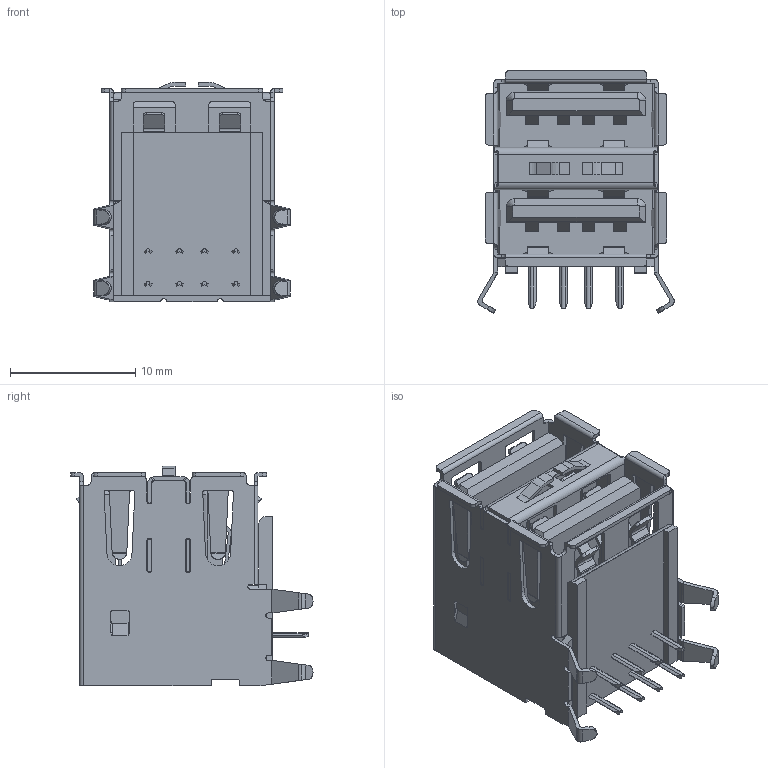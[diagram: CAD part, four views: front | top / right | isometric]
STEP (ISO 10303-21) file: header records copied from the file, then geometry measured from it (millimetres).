
FILE_DESCRIPTION(/* description */ (''),/* implementation_level */ '2;1');
FILE_NAME(/* name */ 'KUSBX-AS2N-x_A.step',/* time_stamp */ '2023-04-03T12:01:08-06:00',/* author */ (''),/* organization */ (''),/* preprocessor_version */ 'ST-DEVELOPER v19.2',/* originating_system */ 'Autodesk Translation Framework v11.17.0.187',/* authorisation */ '');
FILE_SCHEMA (('AUTOMOTIVE_DESIGN { 1 0 10303 214 3 1 1 }'));
Length unit declared in the file: millimetre
Products named in the file (2): (Unsaved); KUSBX-AS2N-x_A
Assembly tree (1 placements, depth 2):
  (Unsaved)
    KUSBX-AS2N-x_A
Bounding box: 15.66 x 19.31 x 17.5 mm (x, y, z)
Surface area: 3440 mm2 (no closed solid volume)
Topology: 0 solids, 863 shells, 863 faces, 4788 edges, 4788 vertices
Faces by surface type: plane 553, cylinder 306, cone 4
Entity records: 54690 total; most frequent: CARTESIAN_POINT 16748, DIRECTION 7212, VERTEX_POINT 4788, EDGE_CURVE 4788, ORIENTED_EDGE 4788, LINE 3500, VECTOR 3500, AXIS2_PLACEMENT_3D 1856
